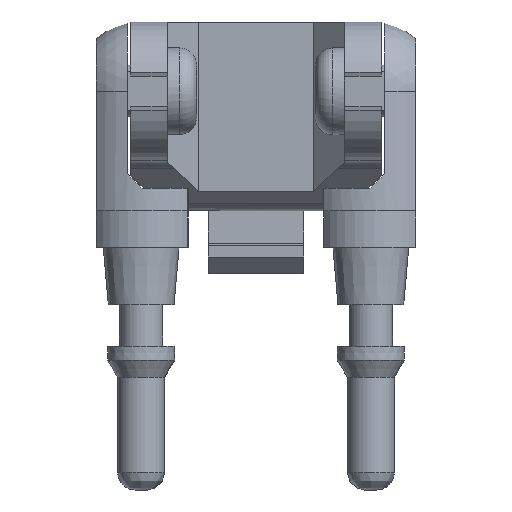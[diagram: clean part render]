
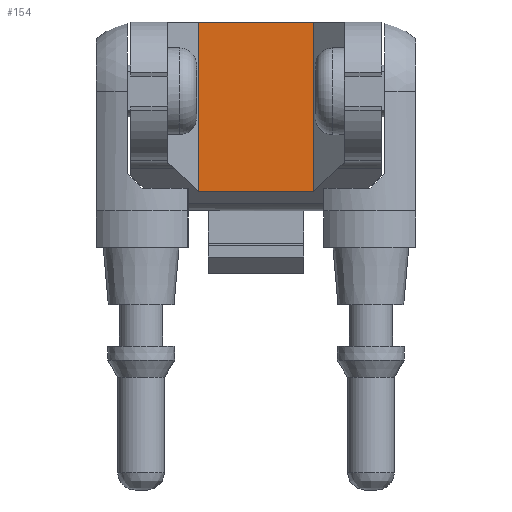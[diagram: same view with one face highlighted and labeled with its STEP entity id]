
A CAD part, front view. The second image highlights one B-rep face of the part: STEP entity #154.
In plain terms, the highlighted planar face has unit normal (0, -1, 0).
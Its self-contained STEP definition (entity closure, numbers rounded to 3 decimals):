
#154=ADVANCED_FACE('',(#298),#242,.F.);
#242=PLANE('',#1698);
#298=FACE_OUTER_BOUND('',#374,.T.);
#374=EDGE_LOOP('',(#601,#602,#603,#604));
#601=ORIENTED_EDGE('',*,*,#1208,.F.);
#602=ORIENTED_EDGE('',*,*,#1209,.F.);
#603=ORIENTED_EDGE('',*,*,#1210,.T.);
#604=ORIENTED_EDGE('',*,*,#1211,.F.);
#1045=VERTEX_POINT('',#2435);
#1046=VERTEX_POINT('',#2436);
#1047=VERTEX_POINT('',#2438);
#1048=VERTEX_POINT('',#2440);
#1208=EDGE_CURVE('',#1045,#1046,#1419,.T.);
#1209=EDGE_CURVE('',#1047,#1045,#1420,.T.);
#1210=EDGE_CURVE('',#1047,#1048,#1421,.T.);
#1211=EDGE_CURVE('',#1046,#1048,#1422,.T.);
#1419=LINE('',#2434,#1567);
#1420=LINE('',#2437,#1568);
#1421=LINE('',#2439,#1569);
#1422=LINE('',#2441,#1570);
#1567=VECTOR('',#1909,1.);
#1568=VECTOR('',#1910,1.);
#1569=VECTOR('',#1911,1.);
#1570=VECTOR('',#1912,1.);
#1698=AXIS2_PLACEMENT_3D('',#2442,#1913,#1914);
#1909=DIRECTION('',(1.,0.,0.));
#1910=DIRECTION('',(0.,0.,1.));
#1911=DIRECTION('',(1.,0.,0.));
#1912=DIRECTION('',(0.,0.,-1.));
#1913=DIRECTION('',(0.,1.,0.));
#1914=DIRECTION('',(0.,0.,-1.));
#2434=CARTESIAN_POINT('',(-5.125,-18.9,-1.2));
#2435=CARTESIAN_POINT('',(-3.325,-18.9,-1.2));
#2436=CARTESIAN_POINT('',(3.325,-18.9,-1.2));
#2437=CARTESIAN_POINT('',(-3.325,-18.9,-11.));
#2438=CARTESIAN_POINT('',(-3.325,-18.9,-11.));
#2439=CARTESIAN_POINT('',(-7.225,-18.9,-11.));
#2440=CARTESIAN_POINT('',(3.325,-18.9,-11.));
#2441=CARTESIAN_POINT('',(3.325,-18.9,-7.));
#2442=CARTESIAN_POINT('',(-5.125,-18.9,-11.));
